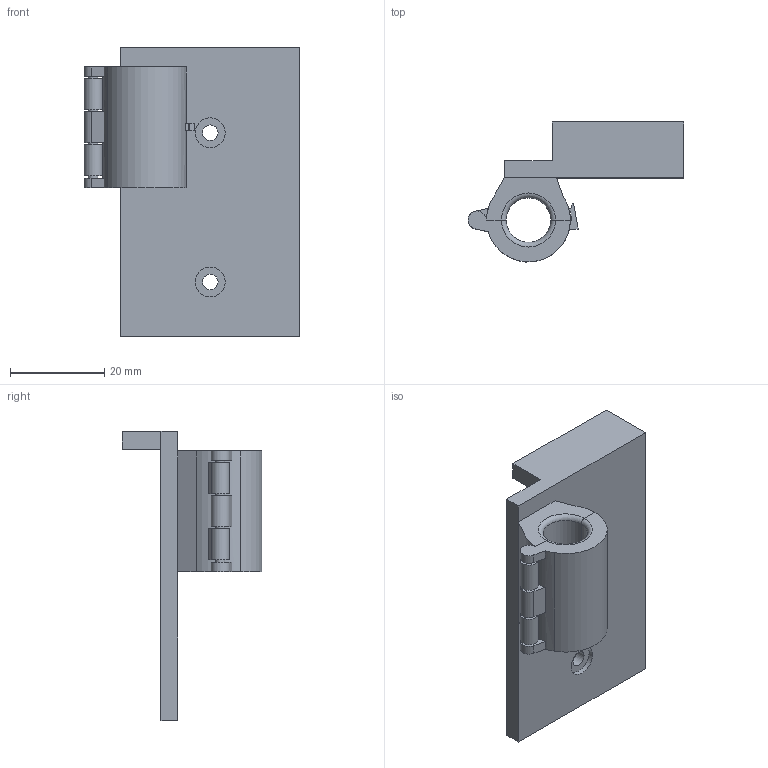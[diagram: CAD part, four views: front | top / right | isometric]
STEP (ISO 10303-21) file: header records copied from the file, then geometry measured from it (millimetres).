
FILE_DESCRIPTION(/* description */ ('','CAx-IF Rec.Pracs.---Representation and Presentation of Product Manufacturing Information (PMI)---4.0---2014-10-13'),/* implementation_level */ '2;1');
FILE_NAME(/* name */ 'Configuration 1.step',/* time_stamp */ '2025-03-06T14:14:24-05:00',/* author */ (''),/* organization */ (''),/* preprocessor_version */ 'ST-DEVELOPER v20',/* originating_system */ 'Autodesk Translation Framework v13.20.0.188',/* authorisation */ '');
FILE_SCHEMA (('AP242_MANAGED_MODEL_BASED_3D_ENGINEERING_MIM_LF { 1 0 10303 442 1 1 4 }'));
Length unit declared in the file: millimetre
Products named in the file (3): Configuration 1; Component7; Component8
Assembly tree (2 placements, depth 2):
  Configuration 1
    Component7
    Component8
Bounding box: 45.84 x 29.68 x 61.37 mm (x, y, z)
Volume: 13836.3 mm3; surface area: 9664 mm2
Topology: 3 solids, 3 shells, 108 faces, 285 edges, 190 vertices
Faces by surface type: plane 77, cylinder 29, torus 2
Full cylindrical faces by diameter (mm): 2 x3, 2.7 x2, 3.302 x2, 6.35 x2
Entity records: 3458 total; most frequent: DIRECTION 592, CARTESIAN_POINT 588, ORIENTED_EDGE 570, EDGE_CURVE 285, LINE 204, VECTOR 204, AXIS2_PLACEMENT_3D 194, VERTEX_POINT 190
